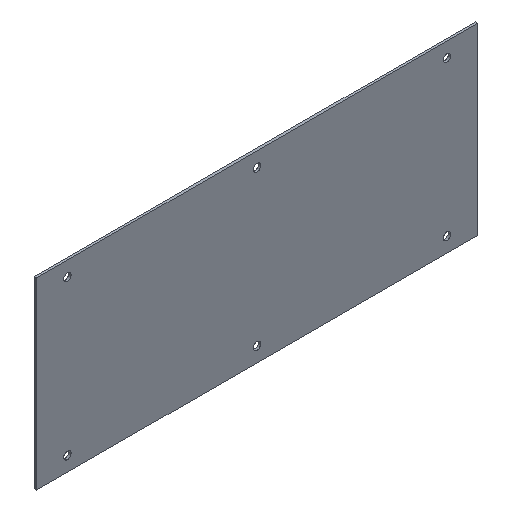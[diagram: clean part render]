
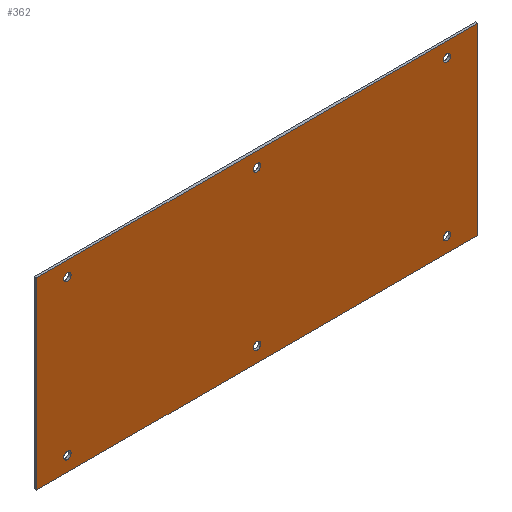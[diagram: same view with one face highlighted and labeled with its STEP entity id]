
A CAD part, isometric view. The second image highlights one B-rep face of the part: STEP entity #362.
In plain terms, the highlighted planar face has unit normal (0, -1, 0).
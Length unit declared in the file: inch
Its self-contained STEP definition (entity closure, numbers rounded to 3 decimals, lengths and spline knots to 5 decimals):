
#6 = DIRECTION ( 'NONE',  ( 0., 0., 1. ) ) ;
#8 = AXIS2_PLACEMENT_3D ( 'NONE', #35, #391, #290 ) ;
#18 = ORIENTED_EDGE ( 'NONE', *, *, #130, .T. ) ;
#23 = LINE ( 'NONE', #253, #308 ) ;
#31 = FACE_BOUND ( 'NONE', #359, .T. ) ;
#33 = LINE ( 'NONE', #82, #135 ) ;
#35 = CARTESIAN_POINT ( 'NONE',  ( -6.4572, -0.08, -2.625 ) ) ;
#38 = EDGE_LOOP ( 'NONE', ( #18 ) ) ;
#46 = EDGE_LOOP ( 'NONE', ( #146, #361, #380, #255 ) ) ;
#55 = DIRECTION ( 'NONE',  ( -1., 0., 0. ) ) ;
#75 = VERTEX_POINT ( 'NONE', #311 ) ;
#77 = CARTESIAN_POINT ( 'NONE',  ( 7.5, -0.08, -3.125 ) ) ;
#78 = EDGE_LOOP ( 'NONE', ( #116 ) ) ;
#82 = CARTESIAN_POINT ( 'NONE',  ( -7.5, -0.08, -3.125 ) ) ;
#86 = PLANE ( 'NONE',  #242 ) ;
#90 = CARTESIAN_POINT ( 'NONE',  ( 6.4572, -0.08, -2.625 ) ) ;
#91 = EDGE_CURVE ( 'NONE', #394, #364, #244, .T. ) ;
#96 = CIRCLE ( 'NONE', #360, 0.125 ) ;
#101 = CARTESIAN_POINT ( 'NONE',  ( 6.4572, -0.08, 2.75 ) ) ;
#104 = FACE_BOUND ( 'NONE', #197, .T. ) ;
#106 = ORIENTED_EDGE ( 'NONE', *, *, #388, .T. ) ;
#113 = LINE ( 'NONE', #319, #221 ) ;
#116 = ORIENTED_EDGE ( 'NONE', *, *, #231, .T. ) ;
#119 = DIRECTION ( 'NONE',  ( 0., 1., 0. ) ) ;
#125 = CARTESIAN_POINT ( 'NONE',  ( 0., -0.08, 2.625 ) ) ;
#127 = FACE_BOUND ( 'NONE', #274, .T. ) ;
#130 = EDGE_CURVE ( 'NONE', #373, #373, #328, .T. ) ;
#133 = DIRECTION ( 'NONE',  ( 0., 1., 0. ) ) ;
#135 = VECTOR ( 'NONE', #152, 39.37008 ) ;
#137 = CARTESIAN_POINT ( 'NONE',  ( 0., -0.08, 2.75 ) ) ;
#146 = ORIENTED_EDGE ( 'NONE', *, *, #266, .T. ) ;
#150 = FACE_BOUND ( 'NONE', #38, .T. ) ;
#152 = DIRECTION ( 'NONE',  ( 1., 0., 0. ) ) ;
#154 = VERTEX_POINT ( 'NONE', #202 ) ;
#158 = DIRECTION ( 'NONE',  ( 0., 1., 0. ) ) ;
#166 = FACE_BOUND ( 'NONE', #78, .T. ) ;
#179 = VERTEX_POINT ( 'NONE', #137 ) ;
#184 = VERTEX_POINT ( 'NONE', #77 ) ;
#187 = CARTESIAN_POINT ( 'NONE',  ( 7.5, -0.08, 3.125 ) ) ;
#194 = CARTESIAN_POINT ( 'NONE',  ( 0., -0.08, 0. ) ) ;
#197 = EDGE_LOOP ( 'NONE', ( #106 ) ) ;
#202 = CARTESIAN_POINT ( 'NONE',  ( 0., -0.08, -2.5 ) ) ;
#205 = CARTESIAN_POINT ( 'NONE',  ( 6.4572, -0.08, -2.5 ) ) ;
#207 = CARTESIAN_POINT ( 'NONE',  ( -6.4572, -0.08, 2.75 ) ) ;
#211 = FACE_BOUND ( 'NONE', #237, .T. ) ;
#212 = EDGE_CURVE ( 'NONE', #75, #184, #33, .T. ) ;
#216 = EDGE_CURVE ( 'NONE', #179, #179, #310, .T. ) ;
#221 = VECTOR ( 'NONE', #257, 39.37008 ) ;
#227 = DIRECTION ( 'NONE',  ( 0., -1., 0. ) ) ;
#231 = EDGE_CURVE ( 'NONE', #154, #154, #298, .T. ) ;
#233 = DIRECTION ( 'NONE',  ( 0., 0., 1. ) ) ;
#237 = EDGE_LOOP ( 'NONE', ( #246 ) ) ;
#242 = AXIS2_PLACEMENT_3D ( 'NONE', #194, #227, #411 ) ;
#244 = LINE ( 'NONE', #187, #347 ) ;
#246 = ORIENTED_EDGE ( 'NONE', *, *, #256, .T. ) ;
#249 = VERTEX_POINT ( 'NONE', #207 ) ;
#250 = ORIENTED_EDGE ( 'NONE', *, *, #216, .T. ) ;
#252 = DIRECTION ( 'NONE',  ( 0., 0., 1. ) ) ;
#253 = CARTESIAN_POINT ( 'NONE',  ( 7.5, -0.08, -3.125 ) ) ;
#255 = ORIENTED_EDGE ( 'NONE', *, *, #91, .T. ) ;
#256 = EDGE_CURVE ( 'NONE', #337, #337, #413, .T. ) ;
#257 = DIRECTION ( 'NONE',  ( 0., 0., -1. ) ) ;
#266 = EDGE_CURVE ( 'NONE', #364, #75, #113, .T. ) ;
#274 = EDGE_LOOP ( 'NONE', ( #250 ) ) ;
#276 = CARTESIAN_POINT ( 'NONE',  ( 6.4572, -0.08, 2.625 ) ) ;
#285 = DIRECTION ( 'NONE',  ( 0., 0., 1. ) ) ;
#290 = DIRECTION ( 'NONE',  ( 0., 0., 1. ) ) ;
#297 = CARTESIAN_POINT ( 'NONE',  ( -6.4572, -0.08, 2.625 ) ) ;
#298 = CIRCLE ( 'NONE', #327, 0.125 ) ;
#303 = ORIENTED_EDGE ( 'NONE', *, *, #400, .T. ) ;
#304 = AXIS2_PLACEMENT_3D ( 'NONE', #125, #119, #233 ) ;
#308 = VECTOR ( 'NONE', #376, 39.37008 ) ;
#310 = CIRCLE ( 'NONE', #304, 0.125 ) ;
#311 = CARTESIAN_POINT ( 'NONE',  ( -7.5, -0.08, -3.125 ) ) ;
#312 = DIRECTION ( 'NONE',  ( 0., 0., 1. ) ) ;
#316 = VERTEX_POINT ( 'NONE', #330 ) ;
#319 = CARTESIAN_POINT ( 'NONE',  ( -7.5, -0.08, 3.125 ) ) ;
#321 = EDGE_CURVE ( 'NONE', #184, #394, #23, .T. ) ;
#326 = CARTESIAN_POINT ( 'NONE',  ( 7.5, -0.08, 3.125 ) ) ;
#327 = AXIS2_PLACEMENT_3D ( 'NONE', #379, #383, #252 ) ;
#328 = CIRCLE ( 'NONE', #333, 0.125 ) ;
#330 = CARTESIAN_POINT ( 'NONE',  ( -6.4572, -0.08, -2.5 ) ) ;
#333 = AXIS2_PLACEMENT_3D ( 'NONE', #276, #405, #312 ) ;
#337 = VERTEX_POINT ( 'NONE', #205 ) ;
#347 = VECTOR ( 'NONE', #55, 39.37008 ) ;
#359 = EDGE_LOOP ( 'NONE', ( #303 ) ) ;
#360 = AXIS2_PLACEMENT_3D ( 'NONE', #297, #133, #6 ) ;
#361 = ORIENTED_EDGE ( 'NONE', *, *, #212, .T. ) ;
#362 = ADVANCED_FACE ( 'NONE', ( #31, #127, #363, #211, #166, #104, #150 ), #86, .T. ) ;
#363 = FACE_OUTER_BOUND ( 'NONE', #46, .T. ) ;
#364 = VERTEX_POINT ( 'NONE', #412 ) ;
#373 = VERTEX_POINT ( 'NONE', #101 ) ;
#376 = DIRECTION ( 'NONE',  ( 0., 0., 1. ) ) ;
#379 = CARTESIAN_POINT ( 'NONE',  ( 0., -0.08, -2.625 ) ) ;
#380 = ORIENTED_EDGE ( 'NONE', *, *, #321, .T. ) ;
#383 = DIRECTION ( 'NONE',  ( 0., 1., 0. ) ) ;
#388 = EDGE_CURVE ( 'NONE', #316, #316, #408, .T. ) ;
#391 = DIRECTION ( 'NONE',  ( 0., 1., 0. ) ) ;
#394 = VERTEX_POINT ( 'NONE', #326 ) ;
#400 = EDGE_CURVE ( 'NONE', #249, #249, #96, .T. ) ;
#405 = DIRECTION ( 'NONE',  ( 0., 1., 0. ) ) ;
#406 = AXIS2_PLACEMENT_3D ( 'NONE', #90, #158, #285 ) ;
#408 = CIRCLE ( 'NONE', #8, 0.125 ) ;
#411 = DIRECTION ( 'NONE',  ( 0., 0., -1. ) ) ;
#412 = CARTESIAN_POINT ( 'NONE',  ( -7.5, -0.08, 3.125 ) ) ;
#413 = CIRCLE ( 'NONE', #406, 0.125 ) ;
